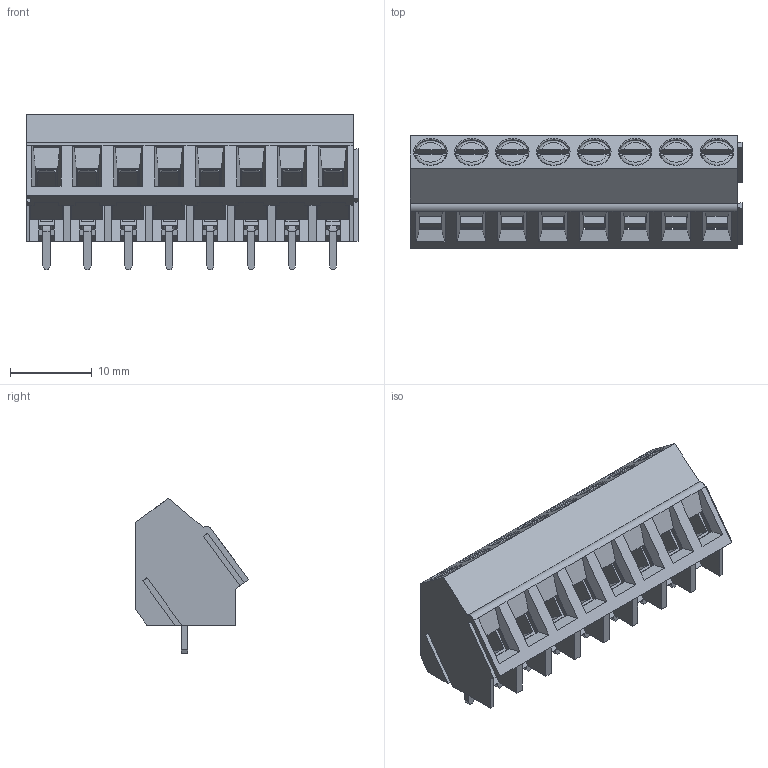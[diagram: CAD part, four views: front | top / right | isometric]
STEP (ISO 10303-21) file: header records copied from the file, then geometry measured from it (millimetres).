
FILE_DESCRIPTION(('STEP AP214'), '1');
FILE_NAME('DG103-5.0-03', '2018-03-17T09:02:28', ('Nobody'), (''), 'ASCON STEP Converter 1.3', 'ASCON Math Kernel', '');
FILE_SCHEMA(('AUTOMOTIVE_DESIGN { 1 0 10303 214 3 1 1}'));
Length unit declared in the file: millimetre
Assembly tree (25 placements, depth 2):
  (unnamed)
    (unnamed)
    (unnamed)  x8
    (unnamed)  x8
    (unnamed)  x8
Bounding box: 40.55 x 13.8 x 19 mm (x, y, z)
Volume: 3821.6 mm3; surface area: 8185 mm2
Topology: 25 solids, 25 shells, 907 faces, 2307 edges, 1458 vertices
Faces by surface type: plane 770, cylinder 97, torus 24, cone 16
Full cylindrical faces by diameter (mm): 1.8 x8, 2 x8, 2.5 x8, 2.6 x8, 4 x8, 4.1 x8
Entity records: 17089 total; most frequent: CARTESIAN_POINT 2394, ORIENTED_EDGE 2214, DIRECTION 2063, EDGE_CURVE 1107, LINE 1037, VECTOR 1037, VERTEX_POINT 722, AXIS2_PLACEMENT_3D 513
